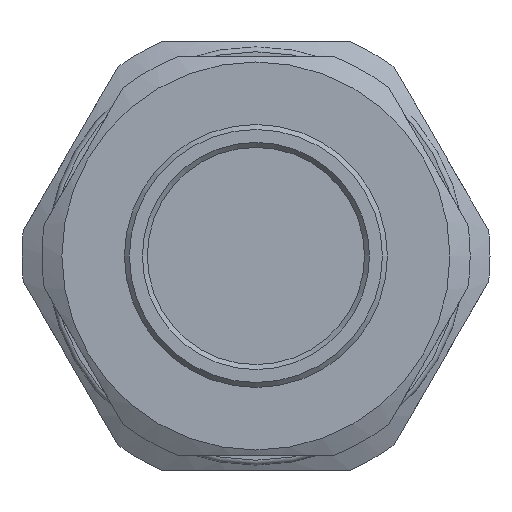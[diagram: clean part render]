
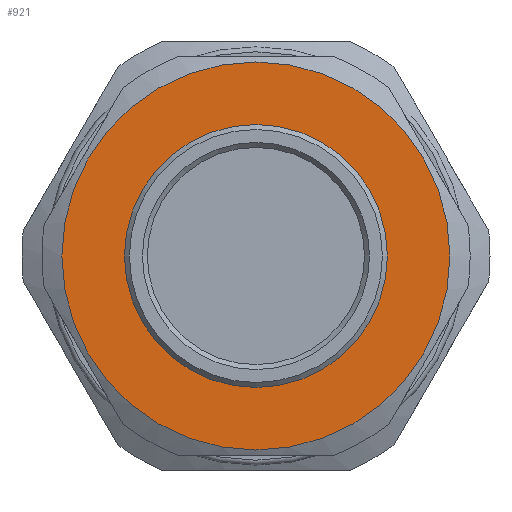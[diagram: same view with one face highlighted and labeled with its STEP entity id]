
A CAD part, front view. The second image highlights one B-rep face of the part: STEP entity #921.
In plain terms, the highlighted planar face has unit normal (0, -1, 0).
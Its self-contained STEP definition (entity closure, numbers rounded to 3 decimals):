
#63=FACE_BOUND('',#307,.T.);
#248=FACE_OUTER_BOUND('',#306,.T.);
#306=EDGE_LOOP('',(#735));
#307=EDGE_LOOP('',(#736));
#368=CIRCLE('',#1031,12.7);
#369=CIRCLE('',#1033,19.479);
#443=VERTEX_POINT('',#1601);
#444=VERTEX_POINT('',#1605);
#551=EDGE_CURVE('',#443,#443,#368,.T.);
#553=EDGE_CURVE('',#444,#444,#369,.T.);
#735=ORIENTED_EDGE('',*,*,#553,.F.);
#736=ORIENTED_EDGE('',*,*,#551,.T.);
#881=PLANE('',#1032);
#921=ADVANCED_FACE('',(#248,#63),#881,.T.);
#1031=AXIS2_PLACEMENT_3D('',#1602,#1225,#1226);
#1032=AXIS2_PLACEMENT_3D('',#1604,#1228,#1229);
#1033=AXIS2_PLACEMENT_3D('',#1606,#1230,#1231);
#1225=DIRECTION('center_axis',(0.,1.,0.));
#1226=DIRECTION('ref_axis',(-1.,0.,0.));
#1228=DIRECTION('center_axis',(0.,-1.,0.));
#1229=DIRECTION('ref_axis',(0.,0.,-1.));
#1230=DIRECTION('center_axis',(0.,1.,0.));
#1231=DIRECTION('ref_axis',(-1.,0.,0.));
#1601=CARTESIAN_POINT('',(210.979,29.08,177.166));
#1602=CARTESIAN_POINT('Origin',(198.279,29.08,177.166));
#1604=CARTESIAN_POINT('Origin',(181.439,29.08,177.166));
#1605=CARTESIAN_POINT('',(217.758,29.08,177.166));
#1606=CARTESIAN_POINT('Origin',(198.279,29.08,177.166));
